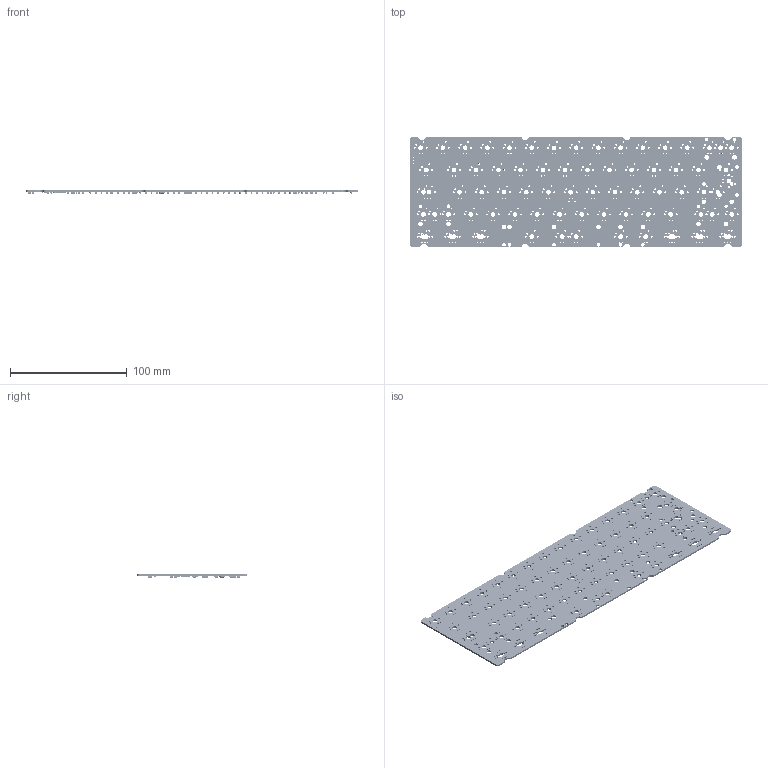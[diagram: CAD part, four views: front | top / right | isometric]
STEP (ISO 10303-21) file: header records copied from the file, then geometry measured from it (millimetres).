
FILE_DESCRIPTION(('KiCad electronic assembly'),'2;1');
FILE_NAME('vida-solderable-20241029.step','2024-10-29T14:23:14',( 'Pcbnew'),('Kicad'),'Open CASCADE STEP processor 7.8', 'KiCad to STEP converter','Unknown');
FILE_SCHEMA(('AUTOMOTIVE_DESIGN { 1 0 10303 214 1 1 1 1 }'));
Length unit declared in the file: millimetre
Products named in the file (26): vida-solderable-20241029 1; D_SOD-123; D_SOD_123; C_0402_1005Metric; R_0603_1608Metric; SOT-23; SOT_23; R_0402_1005Metric; SW_SPST_TL3342; WSON-8-1EP_2x2mm_P0.5mm_EP0.9x1.6mm; WSON_8_1EP_2x2mm_P05mm_EP09x16mm; Crystal_SMD_3225-4Pin_3.2x2.5mm; QFN-56-1EP_7x7mm_P0.4mm_EP5.6x5.6mm; QFN-56-1EP_7x7mm_Pitch0.4mm; C_0603_1608Metric; 781710004; 1; SOT-23-5; SOT_23_5; vida-solderable_PCB
Assembly tree (184 placements, depth 3):
  vida-solderable-20241029 1
    D_SOD-123  x67
      D_SOD_123
    C_0402_1005Metric  x16
      C_0402_1005Metric
    R_0603_1608Metric  x2
      R_0603_1608Metric
    SOT-23  x2
      SOT_23
    R_0402_1005Metric  x75
      R_0402_1005Metric
    SW_SPST_TL3342  x2
      SW_SPST_TL3342
    WSON-8-1EP_2x2mm_P0.5mm_EP0.9x1.6mm
      WSON_8_1EP_2x2mm_P05mm_EP09x16mm
    Crystal_SMD_3225-4Pin_3.2x2.5mm
      Crystal_SMD_3225-4Pin_3.2x2.5mm
    QFN-56-1EP_7x7mm_P0.4mm_EP5.6x5.6mm  x2
      QFN-56-1EP_7x7mm_Pitch0.4mm
    C_0603_1608Metric
      C_0603_1608Metric
    781710004
      1
    SOT-23-5
      SOT_23_5
    vida-solderable_PCB
Bounding box: 284.7 x 94.2 x 3.2 mm (x, y, z)
Volume: 39990.3 mm3; surface area: 58162.4 mm2
Topology: 172 solids, 174 shells, 10071 faces, 25867 edges, 16270 vertices
Faces by surface type: plane 5926, cylinder 2286, bspline 1857, torus 2
Full cylindrical faces by diameter (mm): 0.25 x1, 0.35 x9, 0.4 x12, 0.5 x2, 1 x3, 1.04 x145, 1.524 x155, 1.702 x134, 2 x2, 3.048 x14, 3.988 x78
Entity records: 98474 total; most frequent: CARTESIAN_POINT 16808, ORIENTED_EDGE 15312, DIRECTION 14752, EDGE_CURVE 7656, LINE 5766, VECTOR 5766, VERTEX_POINT 5045, AXIS2_PLACEMENT_3D 4493
